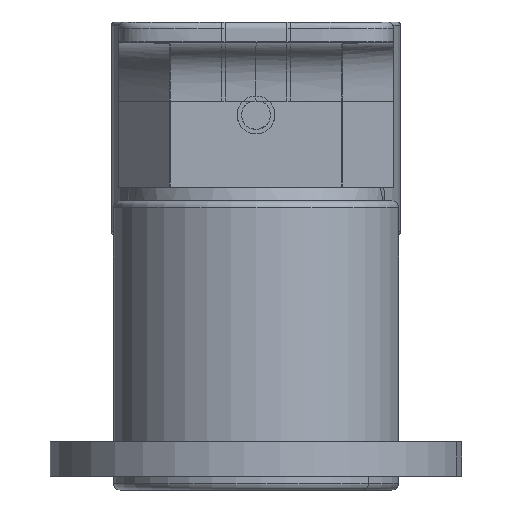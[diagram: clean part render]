
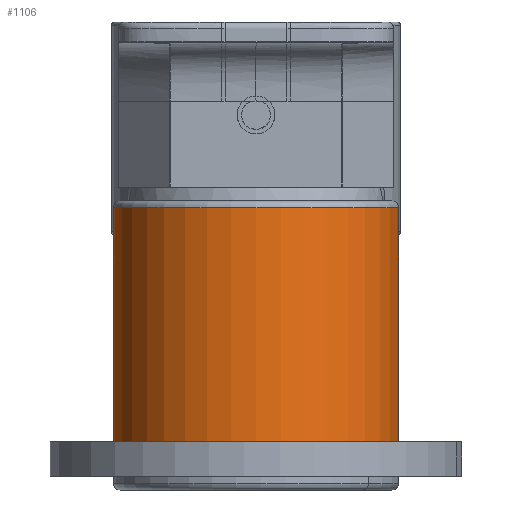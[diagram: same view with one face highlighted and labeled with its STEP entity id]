
A CAD part, front view. The second image highlights one B-rep face of the part: STEP entity #1106.
In plain terms, the highlighted cylindrical face has radius 20.75 mm (diameter 41.5 mm), a partial arc.
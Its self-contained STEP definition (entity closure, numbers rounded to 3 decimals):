
#28 = DIRECTION ( 'NONE',  ( 0., 0., -1. ) ) ;
#190 = DIRECTION ( 'NONE',  ( 0., -1., 0. ) ) ;
#514 = CARTESIAN_POINT ( 'NONE',  ( 0., 36., 0. ) ) ;
#568 = CARTESIAN_POINT ( 'NONE',  ( 0., 37., 0. ) ) ;
#579 = ORIENTED_EDGE ( 'NONE', *, *, #886, .T. ) ;
#694 = VERTEX_POINT ( 'NONE', #1266 ) ;
#886 = EDGE_CURVE ( 'NONE', #7389, #694, #2347, .T. ) ;
#1020 = CARTESIAN_POINT ( 'NONE',  ( 0., 1., 0. ) ) ;
#1106 = ADVANCED_FACE ( 'NONE', ( #2797 ), #2980, .T. ) ;
#1168 = CARTESIAN_POINT ( 'NONE',  ( 0., 1., 20.75 ) ) ;
#1191 = EDGE_LOOP ( 'NONE', ( #7072, #4637, #579, #6365 ) ) ;
#1266 = CARTESIAN_POINT ( 'NONE',  ( 0., 1., -20.75 ) ) ;
#1654 = DIRECTION ( 'NONE',  ( 0., -1., 0. ) ) ;
#1817 = VECTOR ( 'NONE', #190, 1000. ) ;
#1843 = DIRECTION ( 'NONE',  ( 0., -1., 0. ) ) ;
#1912 = EDGE_CURVE ( 'NONE', #3524, #694, #6571, .T. ) ;
#2301 = DIRECTION ( 'NONE',  ( 0., 0., 1. ) ) ;
#2347 = CIRCLE ( 'NONE', #6030, 20.75 ) ;
#2797 = FACE_OUTER_BOUND ( 'NONE', #1191, .T. ) ;
#2980 = CYLINDRICAL_SURFACE ( 'NONE', #5460, 20.75 ) ;
#3136 = EDGE_CURVE ( 'NONE', #3647, #7389, #5217, .T. ) ;
#3412 = CARTESIAN_POINT ( 'NONE',  ( 0., 37., 20.75 ) ) ;
#3524 = VERTEX_POINT ( 'NONE', #6245 ) ;
#3647 = VERTEX_POINT ( 'NONE', #4391 ) ;
#4070 = DIRECTION ( 'NONE',  ( 0., -1., 0. ) ) ;
#4256 = CARTESIAN_POINT ( 'NONE',  ( 0., 37., -20.75 ) ) ;
#4391 = CARTESIAN_POINT ( 'NONE',  ( 0., 36., 20.75 ) ) ;
#4597 = DIRECTION ( 'NONE',  ( 0., 1., 0. ) ) ;
#4637 = ORIENTED_EDGE ( 'NONE', *, *, #3136, .T. ) ;
#5217 = LINE ( 'NONE', #3412, #6196 ) ;
#5460 = AXIS2_PLACEMENT_3D ( 'NONE', #568, #1843, #28 ) ;
#5544 = CIRCLE ( 'NONE', #5658, 20.75 ) ;
#5658 = AXIS2_PLACEMENT_3D ( 'NONE', #514, #4070, #6997 ) ;
#6018 = EDGE_CURVE ( 'NONE', #3524, #3647, #5544, .T. ) ;
#6030 = AXIS2_PLACEMENT_3D ( 'NONE', #1020, #4597, #2301 ) ;
#6196 = VECTOR ( 'NONE', #1654, 1000. ) ;
#6245 = CARTESIAN_POINT ( 'NONE',  ( 0., 36., -20.75 ) ) ;
#6365 = ORIENTED_EDGE ( 'NONE', *, *, #1912, .F. ) ;
#6571 = LINE ( 'NONE', #4256, #1817 ) ;
#6997 = DIRECTION ( 'NONE',  ( 0., 0., 1. ) ) ;
#7072 = ORIENTED_EDGE ( 'NONE', *, *, #6018, .T. ) ;
#7389 = VERTEX_POINT ( 'NONE', #1168 ) ;
